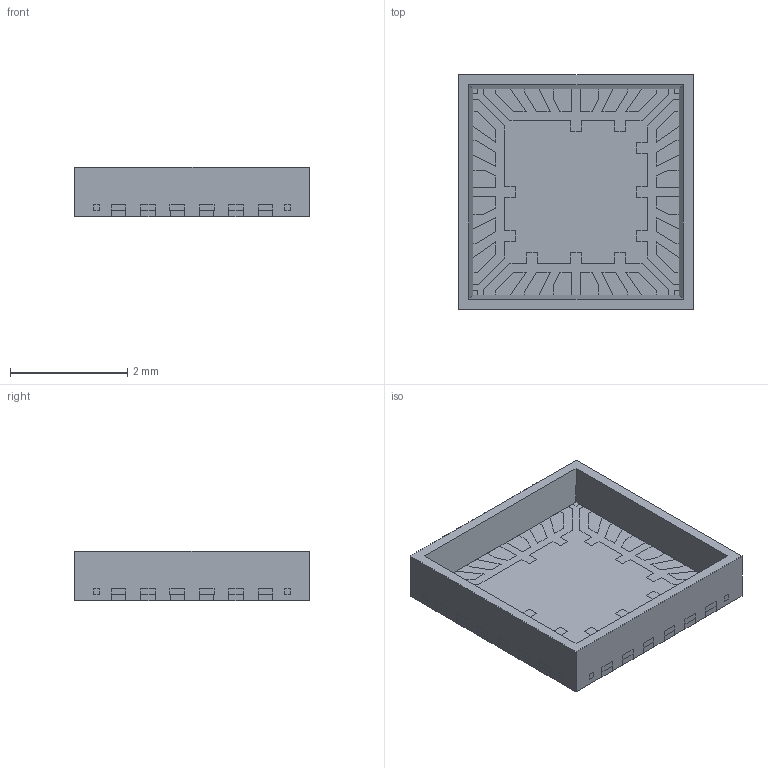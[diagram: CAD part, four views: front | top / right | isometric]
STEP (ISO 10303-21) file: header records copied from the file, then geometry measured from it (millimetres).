
FILE_DESCRIPTION (( 'STEP AP214' ), '1' );
FILE_NAME ('4x4_24_5.STEP', '2013-08-15T16:31:54', ( 'sw2011vm-Admin' ), ( '' ), 'SwSTEP 2.0', 'SolidWorks 2012', '' );
FILE_SCHEMA (( 'AUTOMOTIVE_DESIGN' ));
Length unit declared in the file: millimetre
Products named in the file (3): 4x4_24_.5_metal; 4x4_24_.5_mold; 4x4_24_5
Assembly tree (2 placements, depth 2):
  4x4_24_5
    4x4_24_.5_mold
    4x4_24_.5_metal
Bounding box: 4 x 4 x 0.84 mm (x, y, z)
Volume: 5.4 mm3; surface area: 84.6 mm2
Topology: 37 solids, 37 shells, 980 faces, 2662 edges, 1724 vertices
Faces by surface type: plane 980
Entity records: 30572 total; most frequent: CARTESIAN_POINT 5386, ORIENTED_EDGE 5324, DIRECTION 4627, EDGE_CURVE 2662, VECTOR 2657, LINE 2657, VERTEX_POINT 1724, EDGE_LOOP 1014
